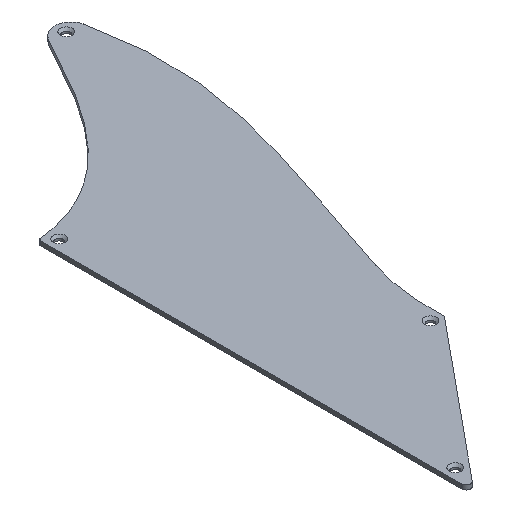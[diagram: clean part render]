
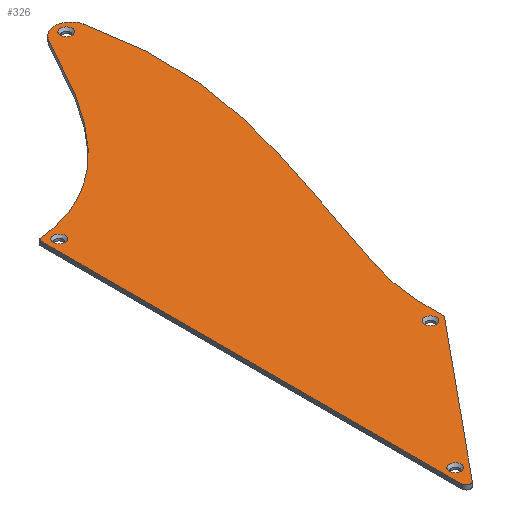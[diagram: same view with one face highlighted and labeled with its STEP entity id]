
A CAD part, isometric view. The second image highlights one B-rep face of the part: STEP entity #326.
In plain terms, the highlighted planar face has unit normal (0, 0, 1).
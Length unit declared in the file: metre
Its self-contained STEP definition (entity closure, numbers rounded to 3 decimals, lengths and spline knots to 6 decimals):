
#18=PLANE('',#365);
#21=CIRCLE('',#353,0.007595);
#23=CIRCLE('',#356,0.001);
#25=CIRCLE('',#359,0.001);
#26=CIRCLE('',#363,0.100077);
#28=CIRCLE('',#366,0.00275);
#29=CIRCLE('',#367,0.00275);
#30=CIRCLE('',#368,0.00275);
#31=CIRCLE('',#369,0.00275);
#32=CIRCLE('',#370,0.002);
#33=CIRCLE('',#371,0.002);
#62=LINE('',#630,#76);
#65=LINE('',#637,#79);
#76=VECTOR('',#423,1.);
#79=VECTOR('',#428,1.);
#114=ORIENTED_EDGE('',*,*,#192,.T.);
#115=ORIENTED_EDGE('',*,*,#193,.T.);
#116=ORIENTED_EDGE('',*,*,#194,.T.);
#117=ORIENTED_EDGE('',*,*,#195,.T.);
#118=ORIENTED_EDGE('',*,*,#187,.F.);
#119=ORIENTED_EDGE('',*,*,#196,.T.);
#120=ORIENTED_EDGE('',*,*,#189,.F.);
#121=ORIENTED_EDGE('',*,*,#168,.F.);
#122=ORIENTED_EDGE('',*,*,#172,.T.);
#123=ORIENTED_EDGE('',*,*,#175,.F.);
#124=ORIENTED_EDGE('',*,*,#178,.F.);
#125=ORIENTED_EDGE('',*,*,#181,.F.);
#126=ORIENTED_EDGE('',*,*,#184,.F.);
#127=ORIENTED_EDGE('',*,*,#197,.T.);
#168=EDGE_CURVE('',#210,#211,#241,.T.);
#172=EDGE_CURVE('',#210,#213,#21,.T.);
#175=EDGE_CURVE('',#215,#213,#23,.T.);
#178=EDGE_CURVE('',#217,#215,#243,.T.);
#181=EDGE_CURVE('',#219,#217,#25,.T.);
#184=EDGE_CURVE('',#221,#219,#62,.T.);
#187=EDGE_CURVE('',#224,#225,#65,.T.);
#189=EDGE_CURVE('',#211,#226,#26,.T.);
#192=EDGE_CURVE('',#228,#228,#28,.F.);
#193=EDGE_CURVE('',#229,#229,#29,.F.);
#194=EDGE_CURVE('',#230,#230,#30,.F.);
#195=EDGE_CURVE('',#231,#231,#31,.F.);
#196=EDGE_CURVE('',#224,#226,#32,.T.);
#197=EDGE_CURVE('',#221,#225,#33,.T.);
#210=VERTEX_POINT('',#543);
#211=VERTEX_POINT('',#564);
#213=VERTEX_POINT('',#570);
#215=VERTEX_POINT('',#576);
#217=VERTEX_POINT('',#608);
#219=VERTEX_POINT('',#623);
#221=VERTEX_POINT('',#629);
#224=VERTEX_POINT('',#636);
#225=VERTEX_POINT('',#638);
#226=VERTEX_POINT('',#642);
#228=VERTEX_POINT('',#648);
#229=VERTEX_POINT('',#650);
#230=VERTEX_POINT('',#652);
#231=VERTEX_POINT('',#654);
#241=B_SPLINE_CURVE_WITH_KNOTS('',3,(#544,#545,#546,#547,#548,#549,#550,
#551,#552,#553,#554,#555,#556,#557,#558,#559,#560,#561,#562,#563),
 .UNSPECIFIED.,.F.,.F.,(4,1,1,1,1,1,1,1,1,1,1,1,1,1,1,1,1,4),(0.24566,
0.292723,0.339875,0.387026,0.410602,
0.434178,0.457754,0.48133,0.504906,
0.528482,0.575634,0.622785,0.669937,
0.717089,0.811393,0.905696,0.952848,
0.999273),.UNSPECIFIED.);
#243=B_SPLINE_CURVE_WITH_KNOTS('',3,(#609,#610,#611,#612,#613,#614,#615,
#616,#617,#618),.UNSPECIFIED.,.F.,.F.,(4,1,1,1,1,1,1,4),(0.064308,
0.155839,0.247371,0.338902,0.430433,
0.521965,0.613496,0.796559),.UNSPECIFIED.);
#252=EDGE_LOOP('',(#114));
#253=EDGE_LOOP('',(#115));
#254=EDGE_LOOP('',(#116));
#255=EDGE_LOOP('',(#117));
#256=EDGE_LOOP('',(#118,#119,#120,#121,#122,#123,#124,#125,#126,#127));
#288=FACE_BOUND('',#252,.T.);
#289=FACE_BOUND('',#253,.T.);
#290=FACE_BOUND('',#254,.T.);
#291=FACE_BOUND('',#255,.T.);
#292=FACE_BOUND('',#256,.T.);
#326=ADVANCED_FACE('',(#288,#289,#290,#291,#292),#18,.T.);
#353=AXIS2_PLACEMENT_3D('',#571,#402,#403);
#356=AXIS2_PLACEMENT_3D('',#577,#409,#410);
#359=AXIS2_PLACEMENT_3D('',#624,#417,#418);
#363=AXIS2_PLACEMENT_3D('',#641,#432,#433);
#365=AXIS2_PLACEMENT_3D('',#646,#437,#438);
#366=AXIS2_PLACEMENT_3D('',#647,#439,#440);
#367=AXIS2_PLACEMENT_3D('',#649,#441,#442);
#368=AXIS2_PLACEMENT_3D('',#651,#443,#444);
#369=AXIS2_PLACEMENT_3D('',#653,#445,#446);
#370=AXIS2_PLACEMENT_3D('',#655,#447,#448);
#371=AXIS2_PLACEMENT_3D('',#656,#449,#450);
#402=DIRECTION('',(0.,0.,1.));
#403=DIRECTION('',(1.,0.,0.));
#409=DIRECTION('',(0.,0.,-1.));
#410=DIRECTION('',(1.,0.,0.));
#417=DIRECTION('',(0.,0.,-1.));
#418=DIRECTION('',(1.,0.,0.));
#423=DIRECTION('',(0.,1.,0.));
#428=DIRECTION('',(-0.635,-0.772,0.));
#432=DIRECTION('',(0.,0.,1.));
#433=DIRECTION('',(1.,0.,0.));
#437=DIRECTION('',(0.,0.,1.));
#438=DIRECTION('',(1.,0.,0.));
#439=DIRECTION('',(0.,0.,1.));
#440=DIRECTION('',(1.,0.,0.));
#441=DIRECTION('',(0.,0.,1.));
#442=DIRECTION('',(1.,0.,0.));
#443=DIRECTION('',(0.,0.,1.));
#444=DIRECTION('',(1.,0.,0.));
#445=DIRECTION('',(0.,0.,1.));
#446=DIRECTION('',(1.,0.,0.));
#447=DIRECTION('',(0.,0.,1.));
#448=DIRECTION('',(1.,0.,0.));
#449=DIRECTION('',(0.,0.,1.));
#450=DIRECTION('',(1.,0.,0.));
#543=CARTESIAN_POINT('',(0.165836,0.670515,0.049351));
#544=CARTESIAN_POINT('',(0.165836,0.670515,0.049351));
#545=CARTESIAN_POINT('',(0.166517,0.667574,0.049351));
#546=CARTESIAN_POINT('',(0.167749,0.661456,0.049351));
#547=CARTESIAN_POINT('',(0.169097,0.651707,0.049351));
#548=CARTESIAN_POINT('',(0.169721,0.643207,0.049351));
#549=CARTESIAN_POINT('',(0.169872,0.636248,0.049351));
#550=CARTESIAN_POINT('',(0.1698,0.630963,0.049351));
#551=CARTESIAN_POINT('',(0.169529,0.625634,0.049351));
#552=CARTESIAN_POINT('',(0.169055,0.620223,0.049351));
#553=CARTESIAN_POINT('',(0.168394,0.614745,0.049351));
#554=CARTESIAN_POINT('',(0.167278,0.60737,0.049351));
#555=CARTESIAN_POINT('',(0.165481,0.598053,0.049351));
#556=CARTESIAN_POINT('',(0.162796,0.586822,0.049351));
#557=CARTESIAN_POINT('',(0.159701,0.575646,0.049351));
#558=CARTESIAN_POINT('',(0.15519,0.560951,0.049351));
#559=CARTESIAN_POINT('',(0.149138,0.543215,0.049351));
#560=CARTESIAN_POINT('',(0.143354,0.52694,0.049351));
#561=CARTESIAN_POINT('',(0.139388,0.515152,0.049351));
#562=CARTESIAN_POINT('',(0.137703,0.509705,0.049351));
#563=CARTESIAN_POINT('',(0.136958,0.507111,0.049351));
#564=CARTESIAN_POINT('',(0.136958,0.507111,0.049351));
#570=CARTESIAN_POINT('',(0.151834,0.672504,0.049351));
#571=CARTESIAN_POINT('',(0.158445,0.668765,0.049351));
#576=CARTESIAN_POINT('',(0.151816,0.67247,0.049351));
#577=CARTESIAN_POINT('',(0.152704,0.672011,0.049351));
#608=CARTESIAN_POINT('',(0.070403,0.594772,0.049351));
#609=CARTESIAN_POINT('',(0.070403,0.594772,0.049351));
#610=CARTESIAN_POINT('',(0.075267,0.595244,0.049351));
#611=CARTESIAN_POINT('',(0.084617,0.597232,0.049351));
#612=CARTESIAN_POINT('',(0.097317,0.602994,0.049351));
#613=CARTESIAN_POINT('',(0.108659,0.61104,0.049351));
#614=CARTESIAN_POINT('',(0.118805,0.620909,0.049351));
#615=CARTESIAN_POINT('',(0.127987,0.632252,0.049351));
#616=CARTESIAN_POINT('',(0.139242,0.648959,0.049351));
#617=CARTESIAN_POINT('',(0.146872,0.662892,0.049351));
#618=CARTESIAN_POINT('',(0.151816,0.67247,0.049351));
#623=CARTESIAN_POINT('',(0.0695,0.593777,0.049351));
#624=CARTESIAN_POINT('',(0.0705,0.593777,0.049351));
#629=CARTESIAN_POINT('',(0.0695,0.399703,0.049351));
#630=CARTESIAN_POINT('',(0.0695,0.493949,0.049351));
#636=CARTESIAN_POINT('',(0.132,0.47015,0.049351));
#637=CARTESIAN_POINT('',(0.100999,0.432438,0.049351));
#638=CARTESIAN_POINT('',(0.073045,0.398433,0.049351));
#641=CARTESIAN_POINT('',(0.232382,0.47695,0.049351));
#642=CARTESIAN_POINT('',(0.132452,0.471529,0.049351));
#646=CARTESIAN_POINT('',(0.122444,0.52718,0.049351));
#647=CARTESIAN_POINT('',(0.127419,0.472058,0.049351));
#648=CARTESIAN_POINT('',(0.130169,0.472058,0.049351));
#649=CARTESIAN_POINT('',(0.158857,0.671327,0.049351));
#650=CARTESIAN_POINT('',(0.161607,0.671327,0.049351));
#651=CARTESIAN_POINT('',(0.0745,0.590239,0.049351));
#652=CARTESIAN_POINT('',(0.07725,0.590239,0.049351));
#653=CARTESIAN_POINT('',(0.0745,0.407683,0.049351));
#654=CARTESIAN_POINT('',(0.07725,0.407683,0.049351));
#655=CARTESIAN_POINT('',(0.130455,0.47142,0.049351));
#656=CARTESIAN_POINT('',(0.0715,0.399703,0.049351));
